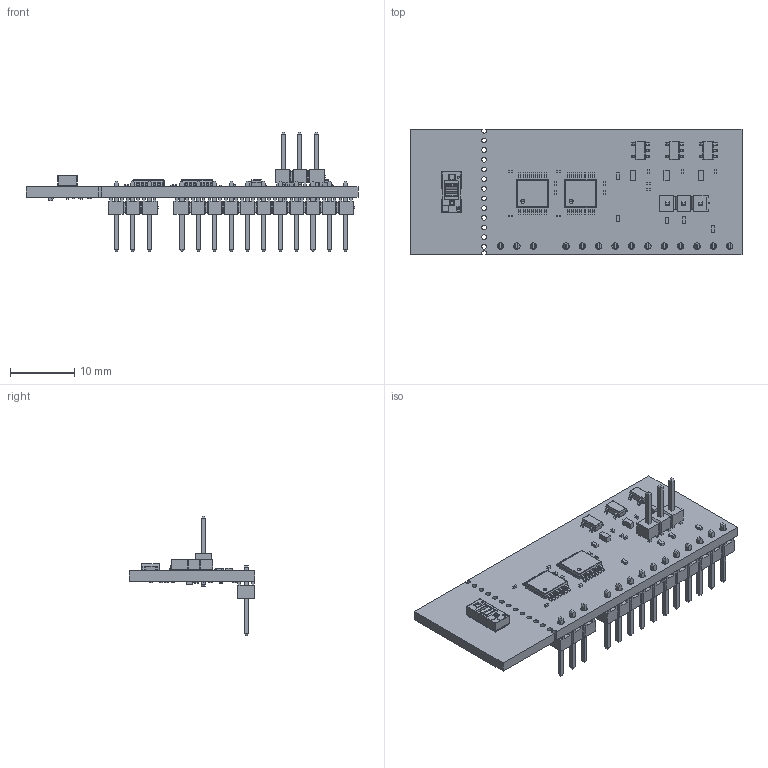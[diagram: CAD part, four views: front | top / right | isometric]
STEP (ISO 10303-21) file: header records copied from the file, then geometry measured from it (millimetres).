
FILE_DESCRIPTION(('Open CASCADE Model'),'2;1');
FILE_NAME('Open CASCADE Shape Model','2022-07-11T17:07:58',('Author'),( 'Open CASCADE'),'Open CASCADE STEP processor 6.8','Open CASCADE 6.8' ,'Unknown');
FILE_SCHEMA(('AUTOMOTIVE_DESIGN { 1 0 10303 214 1 1 1 1 }'));
Length unit declared in the file: millimetre
Products named in the file (84): PCB; Board; Open CASCADE STEP translator 6.8 2.1.1; Open CASCADE STEP translator 6.8 2.1.1.1; J3; TSW-103-07-G-S; _TSW-103-07-G-S_body; _T-1S6-07-TSW-1-07-3-S; R41; 5872853808; Extruded; 5872852848; U4; User_Library-TSSOP14-1; U6; R40; 5872846288; 5872846768; R39; R38; R37; C15; 5872850848; 5872847488; C14; C13; C12; U5; User_Library-SOT-23-5L; R35; 5872851648; R34; C11; 5872853328; C10; 5872852048; U3; MZ_Plus_ES0_MODULE_ASSEMBLY; C9; J2 ...
Assembly tree (162 placements, depth 4):
  PCB
    Board
      Open CASCADE STEP translator 6.8 2.1.1
        Open CASCADE STEP translator 6.8 2.1.1.1
    J3
      TSW-103-07-G-S
        _TSW-103-07-G-S_body
        _T-1S6-07-TSW-1-07-3-S
    R41
      5872853808  x2
        Extruded
      5872852848
        Extruded
    U4
      User_Library-TSSOP14-1
    U6
      User_Library-TSSOP14-1
    R40
      5872846288  x2
        Extruded
      5872846768
        Extruded
    R39
      5872846768
        Extruded
      5872846288  x2
        Extruded
    R38
      5872846768
        Extruded
      5872846288  x2
        Extruded
    R37
      5872846768
        Extruded
      5872846288  x2
        Extruded
    C15
      5872850848  x2
        Extruded
      5872847488
        Extruded
    C14
      5872847488
        Extruded
      5872850848  x2
        Extruded
    C13
      5872847488
        Extruded
      5872850848  x2
        Extruded
    C12
      5872847488
        Extruded
      5872850848  x2
        Extruded
    U5
      User_Library-SOT-23-5L
    R35
Bounding box: 51.5 x 19.5 x 18.54 mm (x, y, z)
Volume: 1932.3 mm3; surface area: 3949.3 mm2
Topology: 117 solids, 117 shells, 2722 faces, 6839 edges, 4372 vertices
Faces by surface type: plane 2254, cylinder 352, cone 54, bspline 34, sphere 28
Full cylindrical faces by diameter (mm): 0.3 x8, 0.75 x12, 1 x17
Entity records: 62373 total; most frequent: CARTESIAN_POINT 11046, ORIENTED_EDGE 8754, DIRECTION 8383, EDGE_CURVE 4377, LINE 3839, VECTOR 3839, VERTEX_POINT 2815, AXIS2_PLACEMENT_3D 2272
